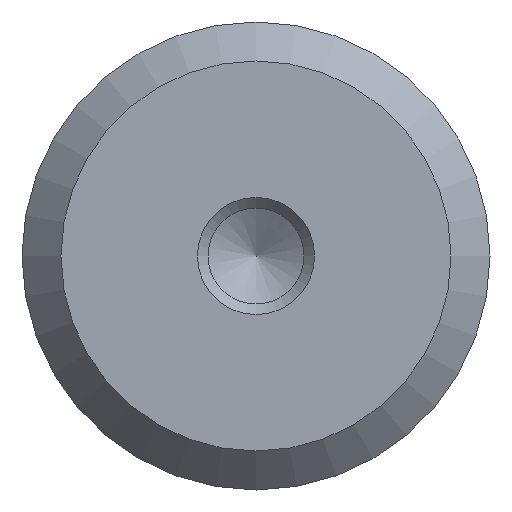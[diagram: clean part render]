
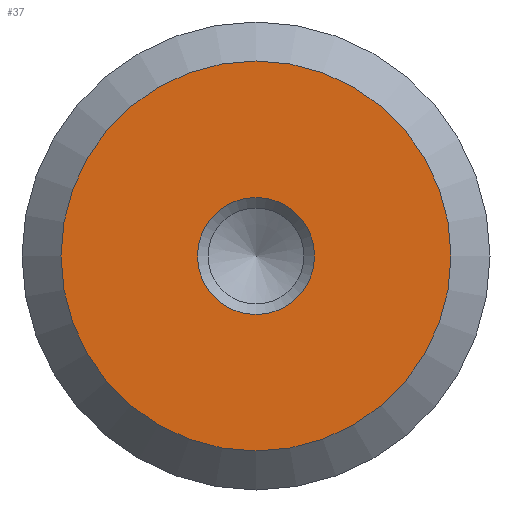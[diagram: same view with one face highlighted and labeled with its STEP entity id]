
A CAD part, front view. The second image highlights one B-rep face of the part: STEP entity #37.
In plain terms, the highlighted planar face has unit normal (0, -1, 0).
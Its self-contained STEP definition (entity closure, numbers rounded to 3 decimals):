
#37 = ADVANCED_FACE( '', ( #76, #77 ), #78, .F. );
#76 = FACE_BOUND( '', #118, .T. );
#77 = FACE_OUTER_BOUND( '', #119, .T. );
#78 = PLANE( '', #120 );
#118 = EDGE_LOOP( '', ( #158 ) );
#119 = EDGE_LOOP( '', ( #159 ) );
#120 = AXIS2_PLACEMENT_3D( '', #160, #161, #162 );
#158 = ORIENTED_EDGE( '', *, *, #199, .F. );
#159 = ORIENTED_EDGE( '', *, *, #205, .T. );
#160 = CARTESIAN_POINT( '', ( 5., 0., 0. ) );
#161 = DIRECTION( '', ( 0., 1., 0. ) );
#162 = DIRECTION( '', ( 0., 0., 1. ) );
#199 = EDGE_CURVE( '', #217, #217, #218, .T. );
#205 = EDGE_CURVE( '', #225, #225, #226, .T. );
#217 = VERTEX_POINT( '', #242 );
#218 = CIRCLE( '', #243, 1.5 );
#225 = VERTEX_POINT( '', #250 );
#226 = CIRCLE( '', #251, 5. );
#242 = CARTESIAN_POINT( '', ( 0., 0., -1.5 ) );
#243 = AXIS2_PLACEMENT_3D( '', #266, #267, #268 );
#250 = CARTESIAN_POINT( '', ( 0., 0., -5. ) );
#251 = AXIS2_PLACEMENT_3D( '', #275, #276, #277 );
#266 = CARTESIAN_POINT( '', ( 0., 0., 0. ) );
#267 = DIRECTION( '', ( 0., -1., 0. ) );
#268 = DIRECTION( '', ( 0., 0., -1. ) );
#275 = CARTESIAN_POINT( '', ( 0., 0., 0. ) );
#276 = DIRECTION( '', ( 0., -1., 0. ) );
#277 = DIRECTION( '', ( 0., 0., -1. ) );
